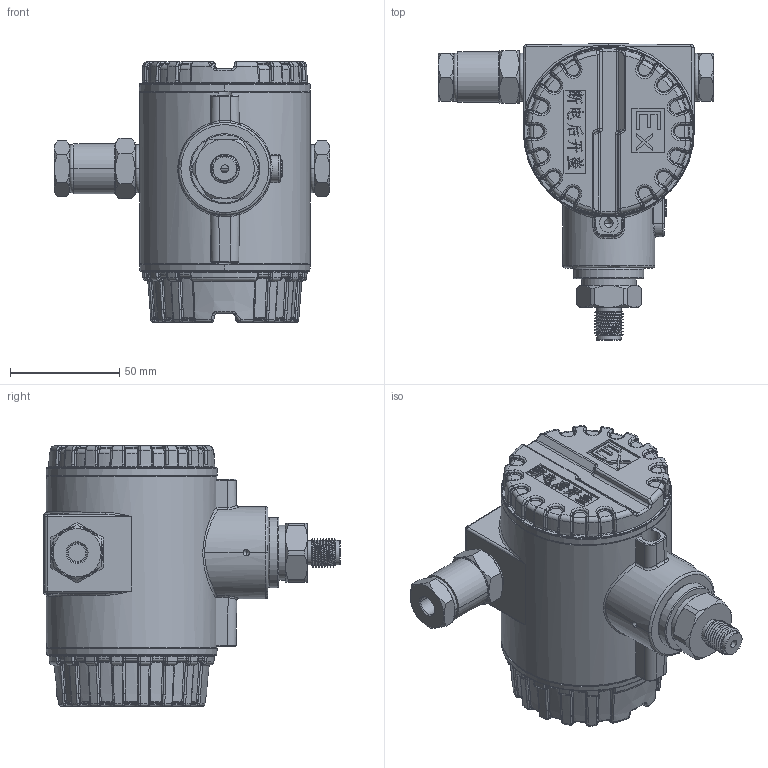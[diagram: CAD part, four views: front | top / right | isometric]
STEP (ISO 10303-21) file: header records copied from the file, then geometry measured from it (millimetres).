
FILE_DESCRIPTION(/* description */ (''),/* implementation_level */ '2;1');
FILE_NAME(/* name */ 'PM800-G14M1M20MKE-3D.stp',/* time_stamp */ '2022-07-18T11:55:49+08:00',/* author */ (''),/* organization */ (''),/* preprocessor_version */ 'ST-DEVELOPER v16',/* originating_system */ 'SIEMENS PLM Software NX 10.0',/* authorisation */ '');
FILE_SCHEMA (('CONFIG_CONTROL_DESIGN'));
Products named in the file (13): TM800-G12M97360; 4088-M20X1D5-9-2092511; 4088-18-8-1089229; 4088-M20X1D5M-M20X1D5-4089028; O-18-2D085848; 4088-M20X1D5-1785706; 4088-0383454; 4088-02-PM80049618; 4088-0113039; TM800-G12M-8-L100_ASM97370; 4088-M20X1D5-9-20-O_ASM89040; 4088-M20X1D5-17-O_ASM85715; tm800-g12mb100d081m20ke_asm_stp
Assembly tree (14 placements, depth 3):
  tm800-g12mb100d081m20ke_asm_stp
    4088-0113039
    4088-02-PM80049618
    4088-0383454
    4088-M20X1D5-17-O_ASM85715
      4088-M20X1D5-1785706
      O-18-2D085848
    4088-M20X1D5-9-20-O_ASM89040
      4088-M20X1D5M-M20X1D5-4089028
      4088-18-8-1089229
      O-18-2D085848  x2
      4088-M20X1D5-9-2092511
    TM800-G12M-8-L100_ASM97370
      TM800-G12M97360
Bounding box: 126.01 x 135.48 x 119.1 mm (x, y, z)
Volume: 297566.2 mm3; surface area: 127812.1 mm2
Topology: 11 solids, 11 shells, 2443 faces, 6230 edges, 3776 vertices
Faces by surface type: plane 858, bspline 607, cylinder 387, torus 289, cone 210, sphere 92
Full cylindrical faces by diameter (mm): 3.6 x1, 11.157 x1, 11.2 x1, 25 x2, 32 x1
Entity records: 96549 total; most frequent: CARTESIAN_POINT 41935, ORIENTED_EDGE 12172, DIRECTION 9581, EDGE_CURVE 6086, VERTEX_POINT 3764, AXIS2_PLACEMENT_3D 3498, LINE 2585, VECTOR 2585
